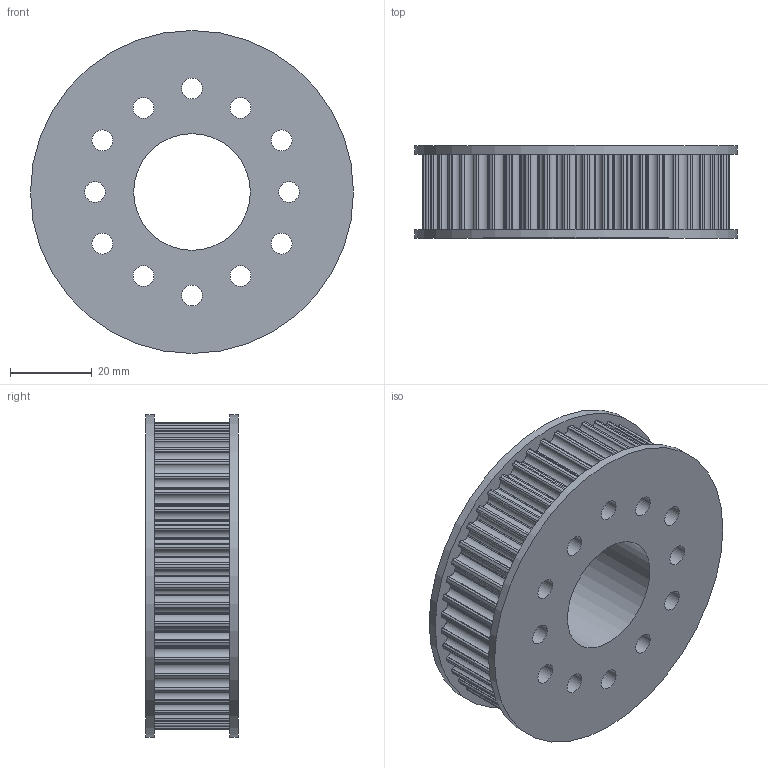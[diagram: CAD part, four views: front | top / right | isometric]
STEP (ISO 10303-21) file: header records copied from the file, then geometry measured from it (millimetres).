
FILE_DESCRIPTION(/* description */ ('STEP AP214'),/* implementation_level */ '2;1');
FILE_NAME(/* name */ '6601796ff50b783e18a3d8e9',/* time_stamp */ '2024-03-25T13:17:36Z',/* author */ (''),/* organization */ (''),/* preprocessor_version */ 'ST-DEVELOPER v19.4',/* originating_system */ ' ',/* authorisation */ ' ');
FILE_SCHEMA (('AUTOMOTIVE_DESIGN {1 0 10303 214 3 1 1}'));
Length unit declared in the file: metre
Products named in the file (1): 48T HTD Pulley 18.5mm Wide
Bounding box: 79.25 x 22.69 x 79.25 mm (x, y, z)
Volume: 77706.3 mm3; surface area: 23470.1 mm2
Topology: 1 solids, 1 shells, 499 faces, 1498 edges, 1003 vertices
Faces by surface type: cylinder 399, plane 100
Full cylindrical faces by diameter (mm): 5.105 x12, 28.6 x1, 79.251 x2
Entity records: 17184 total; most frequent: DIRECTION 3268, CARTESIAN_POINT 2960, ORIENTED_EDGE 2940, EDGE_CURVE 1470, AXIS2_PLACEMENT_3D 1298, VERTEX_POINT 990, CIRCLE 798, LINE 672
